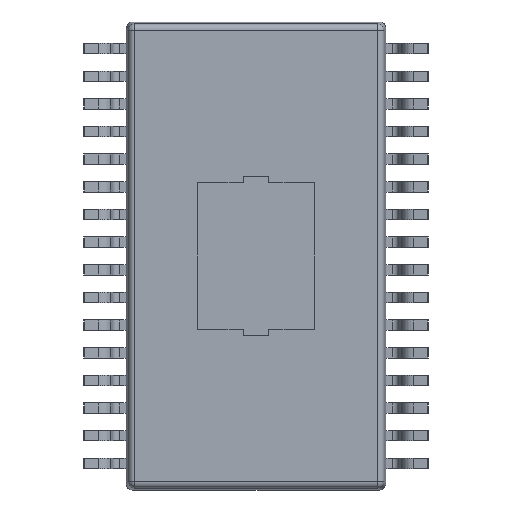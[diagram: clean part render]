
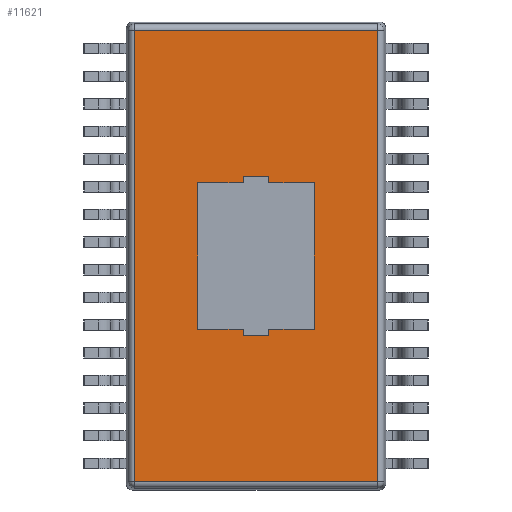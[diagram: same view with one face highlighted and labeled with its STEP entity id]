
A CAD part, front view. The second image highlights one B-rep face of the part: STEP entity #11621.
In plain terms, the highlighted planar face has unit normal (0, -1, 0).
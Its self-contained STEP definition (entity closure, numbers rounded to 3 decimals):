
#120 = VECTOR ( 'NONE', #159, 1000. ) ;
#159 = DIRECTION ( 'NONE',  ( -1., 0., 0. ) ) ;
#316 = CARTESIAN_POINT ( 'NONE',  ( 2.856, 0.15, -5.306 ) ) ;
#475 = ORIENTED_EDGE ( 'NONE', *, *, #14130, .F. ) ;
#822 = ORIENTED_EDGE ( 'NONE', *, *, #2320, .F. ) ;
#842 = LINE ( 'NONE', #14604, #14603 ) ;
#879 = CARTESIAN_POINT ( 'NONE',  ( 0., 0.15, 0. ) ) ;
#894 = LINE ( 'NONE', #12194, #11679 ) ;
#1056 = LINE ( 'NONE', #3491, #2241 ) ;
#1091 = EDGE_CURVE ( 'NONE', #9824, #15821, #4960, .T. ) ;
#1158 = DIRECTION ( 'NONE',  ( 0., 0., -1. ) ) ;
#1341 = EDGE_CURVE ( 'NONE', #16168, #11390, #9455, .T. ) ;
#1454 = ORIENTED_EDGE ( 'NONE', *, *, #6737, .T. ) ;
#1573 = VECTOR ( 'NONE', #13108, 1000. ) ;
#1818 = CARTESIAN_POINT ( 'NONE',  ( 1.375, 0.15, -1.725 ) ) ;
#1889 = DIRECTION ( 'NONE',  ( 1., 0., 0. ) ) ;
#1937 = EDGE_LOOP ( 'NONE', ( #4304, #1454, #10773, #8552 ) ) ;
#2241 = VECTOR ( 'NONE', #2497, 1000. ) ;
#2320 = EDGE_CURVE ( 'NONE', #15277, #6325, #1056, .T. ) ;
#2413 = EDGE_LOOP ( 'NONE', ( #16010, #4698, #822, #8699, #12061, #13302, #6492, #3201, #5804, #5843, #12907, #475 ) ) ;
#2497 = DIRECTION ( 'NONE',  ( 0., 0., -1. ) ) ;
#2909 = DIRECTION ( 'NONE',  ( 1., 0., 0. ) ) ;
#2956 = CARTESIAN_POINT ( 'NONE',  ( 2.856, 0.15, 5.306 ) ) ;
#3201 = ORIENTED_EDGE ( 'NONE', *, *, #12515, .F. ) ;
#3236 = FACE_BOUND ( 'NONE', #2413, .T. ) ;
#3335 = EDGE_CURVE ( 'NONE', #6325, #7575, #4925, .T. ) ;
#3491 = CARTESIAN_POINT ( 'NONE',  ( -0.3, 0.15, -1.875 ) ) ;
#4304 = ORIENTED_EDGE ( 'NONE', *, *, #1341, .T. ) ;
#4596 = VECTOR ( 'NONE', #14093, 1000. ) ;
#4638 = CARTESIAN_POINT ( 'NONE',  ( -2.987, 0.15, 5.306 ) ) ;
#4698 = ORIENTED_EDGE ( 'NONE', *, *, #3335, .F. ) ;
#4733 = LINE ( 'NONE', #10720, #7821 ) ;
#4925 = LINE ( 'NONE', #14015, #5034 ) ;
#4960 = LINE ( 'NONE', #4638, #6908 ) ;
#5034 = VECTOR ( 'NONE', #9917, 1000. ) ;
#5158 = LINE ( 'NONE', #15163, #4596 ) ;
#5202 = VERTEX_POINT ( 'NONE', #8051 ) ;
#5753 = VECTOR ( 'NONE', #1889, 1000. ) ;
#5804 = ORIENTED_EDGE ( 'NONE', *, *, #11801, .F. ) ;
#5843 = ORIENTED_EDGE ( 'NONE', *, *, #14115, .F. ) ;
#5890 = DIRECTION ( 'NONE',  ( 0., 0., -1. ) ) ;
#5951 = VERTEX_POINT ( 'NONE', #14390 ) ;
#6294 = CARTESIAN_POINT ( 'NONE',  ( 0.3, 0.15, -1.725 ) ) ;
#6325 = VERTEX_POINT ( 'NONE', #8137 ) ;
#6355 = CARTESIAN_POINT ( 'NONE',  ( -2.856, 0.15, 5.306 ) ) ;
#6455 = DIRECTION ( 'NONE',  ( -1., 0., 0. ) ) ;
#6492 = ORIENTED_EDGE ( 'NONE', *, *, #10319, .F. ) ;
#6497 = EDGE_CURVE ( 'NONE', #15821, #16168, #12370, .T. ) ;
#6609 = VERTEX_POINT ( 'NONE', #12696 ) ;
#6737 = EDGE_CURVE ( 'NONE', #11390, #9824, #15743, .T. ) ;
#6799 = CARTESIAN_POINT ( 'NONE',  ( -1.375, 0.15, -1.725 ) ) ;
#6908 = VECTOR ( 'NONE', #10864, 1000. ) ;
#7136 = CARTESIAN_POINT ( 'NONE',  ( -0.3, 0.15, 1.725 ) ) ;
#7264 = VECTOR ( 'NONE', #12053, 1000. ) ;
#7434 = VERTEX_POINT ( 'NONE', #6799 ) ;
#7442 = EDGE_CURVE ( 'NONE', #7575, #12506, #4733, .T. ) ;
#7575 = VERTEX_POINT ( 'NONE', #8422 ) ;
#7679 = LINE ( 'NONE', #14906, #12251 ) ;
#7821 = VECTOR ( 'NONE', #15729, 1000. ) ;
#8051 = CARTESIAN_POINT ( 'NONE',  ( 0.3, 0.15, 1.725 ) ) ;
#8137 = CARTESIAN_POINT ( 'NONE',  ( -0.3, 0.15, -1.875 ) ) ;
#8422 = CARTESIAN_POINT ( 'NONE',  ( 0.3, 0.15, -1.875 ) ) ;
#8552 = ORIENTED_EDGE ( 'NONE', *, *, #6497, .T. ) ;
#8574 = DIRECTION ( 'NONE',  ( 0., -1., 0. ) ) ;
#8699 = ORIENTED_EDGE ( 'NONE', *, *, #11233, .F. ) ;
#9004 = EDGE_CURVE ( 'NONE', #14025, #9558, #15234, .T. ) ;
#9424 = LINE ( 'NONE', #11964, #1573 ) ;
#9444 = CARTESIAN_POINT ( 'NONE',  ( -2.856, 0.15, -5.306 ) ) ;
#9455 = LINE ( 'NONE', #15607, #14684 ) ;
#9558 = VERTEX_POINT ( 'NONE', #14452 ) ;
#9703 = CARTESIAN_POINT ( 'NONE',  ( 0.3, 0.15, 1.875 ) ) ;
#9824 = VERTEX_POINT ( 'NONE', #2956 ) ;
#9917 = DIRECTION ( 'NONE',  ( 1., 0., 0. ) ) ;
#10085 = CARTESIAN_POINT ( 'NONE',  ( -0.3, 0.15, -1.725 ) ) ;
#10100 = EDGE_CURVE ( 'NONE', #5951, #6609, #5158, .T. ) ;
#10269 = CARTESIAN_POINT ( 'NONE',  ( 0.3, 0.15, 1.875 ) ) ;
#10319 = EDGE_CURVE ( 'NONE', #14987, #14025, #894, .T. ) ;
#10720 = CARTESIAN_POINT ( 'NONE',  ( 0.3, 0.15, -1.875 ) ) ;
#10773 = ORIENTED_EDGE ( 'NONE', *, *, #1091, .T. ) ;
#10864 = DIRECTION ( 'NONE',  ( -1., 0., 0. ) ) ;
#10993 = CARTESIAN_POINT ( 'NONE',  ( -2.856, 0.15, -5.437 ) ) ;
#11233 = EDGE_CURVE ( 'NONE', #7434, #15277, #7679, .T. ) ;
#11372 = CARTESIAN_POINT ( 'NONE',  ( 1.375, 0.15, 1.725 ) ) ;
#11390 = VERTEX_POINT ( 'NONE', #316 ) ;
#11589 = LINE ( 'NONE', #10269, #15669 ) ;
#11621 = ADVANCED_FACE ( 'NONE', ( #3236, #13241 ), #12180, .T. ) ;
#11679 = VECTOR ( 'NONE', #5890, 1000. ) ;
#11801 = EDGE_CURVE ( 'NONE', #5202, #15132, #11589, .T. ) ;
#11895 = DIRECTION ( 'NONE',  ( 0., 0., -1. ) ) ;
#11964 = CARTESIAN_POINT ( 'NONE',  ( 1.375, 0.15, 1.725 ) ) ;
#12053 = DIRECTION ( 'NONE',  ( 0., 0., 1. ) ) ;
#12054 = LINE ( 'NONE', #1818, #5753 ) ;
#12061 = ORIENTED_EDGE ( 'NONE', *, *, #12408, .F. ) ;
#12180 = PLANE ( 'NONE',  #12264 ) ;
#12194 = CARTESIAN_POINT ( 'NONE',  ( -0.3, 0.15, 1.875 ) ) ;
#12251 = VECTOR ( 'NONE', #12671, 1000. ) ;
#12264 = AXIS2_PLACEMENT_3D ( 'NONE', #879, #8574, #13886 ) ;
#12370 = LINE ( 'NONE', #10993, #12742 ) ;
#12408 = EDGE_CURVE ( 'NONE', #9558, #7434, #842, .T. ) ;
#12506 = VERTEX_POINT ( 'NONE', #6294 ) ;
#12515 = EDGE_CURVE ( 'NONE', #15132, #14987, #12594, .T. ) ;
#12594 = LINE ( 'NONE', #12762, #15904 ) ;
#12671 = DIRECTION ( 'NONE',  ( 1., 0., 0. ) ) ;
#12696 = CARTESIAN_POINT ( 'NONE',  ( 1.375, 0.15, 1.725 ) ) ;
#12742 = VECTOR ( 'NONE', #1158, 1000. ) ;
#12762 = CARTESIAN_POINT ( 'NONE',  ( -0.3, 0.15, 1.875 ) ) ;
#12907 = ORIENTED_EDGE ( 'NONE', *, *, #10100, .F. ) ;
#12981 = CARTESIAN_POINT ( 'NONE',  ( -0.3, 0.15, 1.875 ) ) ;
#13108 = DIRECTION ( 'NONE',  ( -1., 0., 0. ) ) ;
#13241 = FACE_OUTER_BOUND ( 'NONE', #1937, .T. ) ;
#13302 = ORIENTED_EDGE ( 'NONE', *, *, #9004, .F. ) ;
#13886 = DIRECTION ( 'NONE',  ( 0., 0., -1. ) ) ;
#14015 = CARTESIAN_POINT ( 'NONE',  ( -0.3, 0.15, -1.875 ) ) ;
#14025 = VERTEX_POINT ( 'NONE', #7136 ) ;
#14093 = DIRECTION ( 'NONE',  ( 0., 0., 1. ) ) ;
#14115 = EDGE_CURVE ( 'NONE', #6609, #5202, #9424, .T. ) ;
#14130 = EDGE_CURVE ( 'NONE', #12506, #5951, #12054, .T. ) ;
#14260 = CARTESIAN_POINT ( 'NONE',  ( 2.856, 0.15, 5.437 ) ) ;
#14390 = CARTESIAN_POINT ( 'NONE',  ( 1.375, 0.15, -1.725 ) ) ;
#14452 = CARTESIAN_POINT ( 'NONE',  ( -1.375, 0.15, 1.725 ) ) ;
#14604 = CARTESIAN_POINT ( 'NONE',  ( -1.375, 0.15, -1.725 ) ) ;
#14603 = VECTOR ( 'NONE', #11895, 1000. ) ;
#14684 = VECTOR ( 'NONE', #2909, 1000. ) ;
#14906 = CARTESIAN_POINT ( 'NONE',  ( 1.375, 0.15, -1.725 ) ) ;
#14987 = VERTEX_POINT ( 'NONE', #12981 ) ;
#15132 = VERTEX_POINT ( 'NONE', #9703 ) ;
#15163 = CARTESIAN_POINT ( 'NONE',  ( 1.375, 0.15, -1.725 ) ) ;
#15234 = LINE ( 'NONE', #11372, #120 ) ;
#15277 = VERTEX_POINT ( 'NONE', #10085 ) ;
#15364 = DIRECTION ( 'NONE',  ( 0., 0., 1. ) ) ;
#15607 = CARTESIAN_POINT ( 'NONE',  ( 2.987, 0.15, -5.306 ) ) ;
#15669 = VECTOR ( 'NONE', #15364, 1000. ) ;
#15729 = DIRECTION ( 'NONE',  ( 0., 0., 1. ) ) ;
#15743 = LINE ( 'NONE', #14260, #7264 ) ;
#15821 = VERTEX_POINT ( 'NONE', #6355 ) ;
#15904 = VECTOR ( 'NONE', #6455, 1000. ) ;
#16010 = ORIENTED_EDGE ( 'NONE', *, *, #7442, .F. ) ;
#16168 = VERTEX_POINT ( 'NONE', #9444 ) ;
